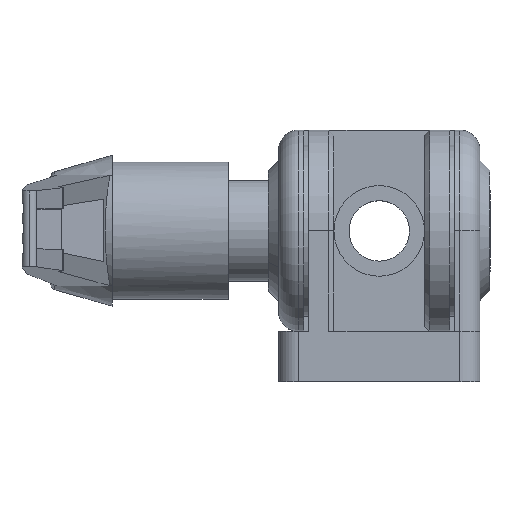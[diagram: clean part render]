
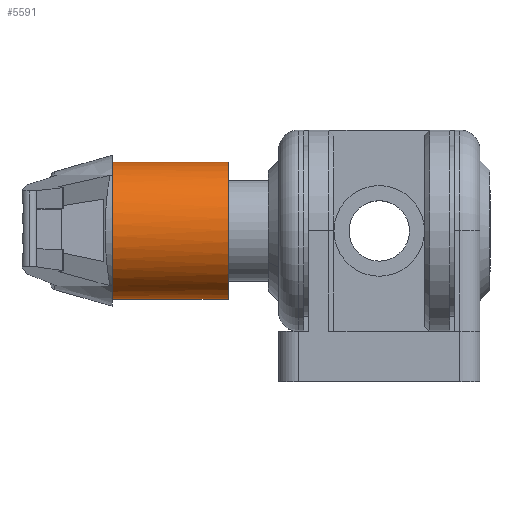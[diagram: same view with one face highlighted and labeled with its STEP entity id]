
A CAD part, top view. The second image highlights one B-rep face of the part: STEP entity #5591.
In plain terms, the highlighted cylindrical face has radius 6.8 mm (diameter 13.6 mm), a partial arc.
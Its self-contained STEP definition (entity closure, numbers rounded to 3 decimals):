
#8 = AXIS2_PLACEMENT_3D ( 'NONE', #4641, #6733, #5223 ) ;
#81 = EDGE_LOOP ( 'NONE', ( #2204, #2806, #3994, #3782, #2581, #2580, #3666, #5661, #1865, #1948 ) ) ;
#331 = VECTOR ( 'NONE', #5744, 1000. ) ;
#427 = VERTEX_POINT ( 'NONE', #3037 ) ;
#497 = VECTOR ( 'NONE', #5786, 1000. ) ;
#569 = DIRECTION ( 'NONE',  ( 0., 1., 0. ) ) ;
#581 = VERTEX_POINT ( 'NONE', #1206 ) ;
#604 = VERTEX_POINT ( 'NONE', #690 ) ;
#644 = VERTEX_POINT ( 'NONE', #2252 ) ;
#690 = CARTESIAN_POINT ( 'NONE',  ( 0., 11.5, -6.8 ) ) ;
#825 = EDGE_CURVE ( 'NONE', #3402, #3750, #3687, .T. ) ;
#1001 = CARTESIAN_POINT ( 'NONE',  ( -3.999, 11.5, -5.5 ) ) ;
#1206 = CARTESIAN_POINT ( 'NONE',  ( -3.999, 11.5, 5.5 ) ) ;
#1316 = EDGE_CURVE ( 'NONE', #3097, #3278, #4148, .T. ) ;
#1319 = CARTESIAN_POINT ( 'NONE',  ( -3.999, 11.5, -5.5 ) ) ;
#1403 = CARTESIAN_POINT ( 'NONE',  ( 0., 11.5, 6.8 ) ) ;
#1518 = LINE ( 'NONE', #3643, #331 ) ;
#1530 = CARTESIAN_POINT ( 'NONE',  ( -3.999, 11.5, 5.5 ) ) ;
#1550 = CIRCLE ( 'NONE', #4317, 6.8 ) ;
#1777 = VECTOR ( 'NONE', #6531, 1000. ) ;
#1865 = ORIENTED_EDGE ( 'NONE', *, *, #4930, .T. ) ;
#1891 = CARTESIAN_POINT ( 'NONE',  ( -3.999, 11.5, -5.5 ) ) ;
#1896 = VECTOR ( 'NONE', #5412, 1000. ) ;
#1948 = ORIENTED_EDGE ( 'NONE', *, *, #3499, .T. ) ;
#2072 =( BOUNDED_CURVE ( )  B_SPLINE_CURVE ( 3, ( #2576, #2511, #4699, #1530 ),
 .UNSPECIFIED., .F., .T. ) 
 B_SPLINE_CURVE_WITH_KNOTS ( ( 4, 4 ),
 ( 4.084, 4.084 ),
 .UNSPECIFIED. ) 
 CURVE ( )  GEOMETRIC_REPRESENTATION_ITEM ( )  RATIONAL_B_SPLINE_CURVE ( ( 1., 1., 1., 1. ) ) 
 REPRESENTATION_ITEM ( '' )  );
#2081 = CIRCLE ( 'NONE', #4098, 6.8 ) ;
#2204 = ORIENTED_EDGE ( 'NONE', *, *, #3405, .F. ) ;
#2252 = CARTESIAN_POINT ( 'NONE',  ( 0., 0., -6.8 ) ) ;
#2352 = CARTESIAN_POINT ( 'NONE',  ( 0., 11.5, 0. ) ) ;
#2511 = CARTESIAN_POINT ( 'NONE',  ( -4., 11.5, 5.499 ) ) ;
#2575 = DIRECTION ( 'NONE',  ( 0., 0., -1. ) ) ;
#2576 = CARTESIAN_POINT ( 'NONE',  ( -4., 11.5, 5.499 ) ) ;
#2580 = ORIENTED_EDGE ( 'NONE', *, *, #6479, .F. ) ;
#2581 = ORIENTED_EDGE ( 'NONE', *, *, #1316, .F. ) ;
#2609 = CARTESIAN_POINT ( 'NONE',  ( 0., 11.5, 0. ) ) ;
#2648 = CARTESIAN_POINT ( 'NONE',  ( -4., 11.5, -5.499 ) ) ;
#2682 = CARTESIAN_POINT ( 'NONE',  ( 0., 0., 6.8 ) ) ;
#2700 = CARTESIAN_POINT ( 'NONE',  ( 0., 11.5, 0. ) ) ;
#2806 = ORIENTED_EDGE ( 'NONE', *, *, #5888, .F. ) ;
#2910 = DIRECTION ( 'NONE',  ( 0., 1., 0. ) ) ;
#2974 = DIRECTION ( 'NONE',  ( 0., 1., 0. ) ) ;
#3011 = CARTESIAN_POINT ( 'NONE',  ( 0., 11.5, 0. ) ) ;
#3037 = CARTESIAN_POINT ( 'NONE',  ( -3.999, 11.5, 5.5 ) ) ;
#3097 = VERTEX_POINT ( 'NONE', #6226 ) ;
#3125 = EDGE_CURVE ( 'NONE', #581, #427, #1518, .T. ) ;
#3186 = CARTESIAN_POINT ( 'NONE',  ( -3.999, 11.5, -5.5 ) ) ;
#3278 = VERTEX_POINT ( 'NONE', #4326 ) ;
#3284 = CARTESIAN_POINT ( 'NONE',  ( 0., 11.5, -6.8 ) ) ;
#3402 = VERTEX_POINT ( 'NONE', #6150 ) ;
#3405 = EDGE_CURVE ( 'NONE', #5377, #4167, #3955, .T. ) ;
#3499 = EDGE_CURVE ( 'NONE', #644, #4167, #6751, .T. ) ;
#3643 = CARTESIAN_POINT ( 'NONE',  ( -3.999, 11.5, 5.5 ) ) ;
#3649 = AXIS2_PLACEMENT_3D ( 'NONE', #2609, #4592, #2575 ) ;
#3666 = ORIENTED_EDGE ( 'NONE', *, *, #825, .F. ) ;
#3687 = LINE ( 'NONE', #1001, #497 ) ;
#3699 = CARTESIAN_POINT ( 'NONE',  ( -4., 11.5, -5.499 ) ) ;
#3750 = VERTEX_POINT ( 'NONE', #1319 ) ;
#3782 = ORIENTED_EDGE ( 'NONE', *, *, #6848, .F. ) ;
#3809 = LINE ( 'NONE', #3284, #1896 ) ;
#3835 = CARTESIAN_POINT ( 'NONE',  ( 0., 11.5, 6.8 ) ) ;
#3955 = LINE ( 'NONE', #1403, #1777 ) ;
#3994 = ORIENTED_EDGE ( 'NONE', *, *, #3125, .T. ) ;
#4098 = AXIS2_PLACEMENT_3D ( 'NONE', #2352, #2910, #5026 ) ;
#4148 = CIRCLE ( 'NONE', #5007, 6.8 ) ;
#4167 = VERTEX_POINT ( 'NONE', #2682 ) ;
#4230 = DIRECTION ( 'NONE',  ( 0., 0., 1. ) ) ;
#4317 = AXIS2_PLACEMENT_3D ( 'NONE', #3011, #2974, #4576 ) ;
#4326 = CARTESIAN_POINT ( 'NONE',  ( -4., 11.5, 5.499 ) ) ;
#4576 = DIRECTION ( 'NONE',  ( 0., 0., 1. ) ) ;
#4592 = DIRECTION ( 'NONE',  ( 0., -1., 0. ) ) ;
#4641 = CARTESIAN_POINT ( 'NONE',  ( 0., 0., 0. ) ) ;
#4699 = CARTESIAN_POINT ( 'NONE',  ( -3.999, 11.5, 5.5 ) ) ;
#4930 = EDGE_CURVE ( 'NONE', #604, #644, #3809, .T. ) ;
#5007 = AXIS2_PLACEMENT_3D ( 'NONE', #2700, #569, #4230 ) ;
#5026 = DIRECTION ( 'NONE',  ( 0., 0., 1. ) ) ;
#5139 =( BOUNDED_CURVE ( )  B_SPLINE_CURVE ( 3, ( #3186, #1891, #2648, #3699 ),
 .UNSPECIFIED., .F., .T. ) 
 B_SPLINE_CURVE_WITH_KNOTS ( ( 4, 4 ),
 ( 2.199, 2.2 ),
 .UNSPECIFIED. ) 
 CURVE ( )  GEOMETRIC_REPRESENTATION_ITEM ( )  RATIONAL_B_SPLINE_CURVE ( ( 1., 1., 1., 1. ) ) 
 REPRESENTATION_ITEM ( '' )  );
#5223 = DIRECTION ( 'NONE',  ( 0., 0., 1. ) ) ;
#5377 = VERTEX_POINT ( 'NONE', #3835 ) ;
#5412 = DIRECTION ( 'NONE',  ( 0., -1., 0. ) ) ;
#5591 = ADVANCED_FACE ( 'NONE', ( #5721 ), #5647, .T. ) ;
#5647 = CYLINDRICAL_SURFACE ( 'NONE', #3649, 6.8 ) ;
#5661 = ORIENTED_EDGE ( 'NONE', *, *, #6486, .F. ) ;
#5721 = FACE_OUTER_BOUND ( 'NONE', #81, .T. ) ;
#5744 = DIRECTION ( 'NONE',  ( 0., -1., 0. ) ) ;
#5786 = DIRECTION ( 'NONE',  ( 0., -1., 0. ) ) ;
#5888 = EDGE_CURVE ( 'NONE', #581, #5377, #2081, .T. ) ;
#6150 = CARTESIAN_POINT ( 'NONE',  ( -3.999, 11.5, -5.5 ) ) ;
#6226 = CARTESIAN_POINT ( 'NONE',  ( -4., 11.5, -5.499 ) ) ;
#6479 = EDGE_CURVE ( 'NONE', #3750, #3097, #5139, .T. ) ;
#6486 = EDGE_CURVE ( 'NONE', #604, #3402, #1550, .T. ) ;
#6531 = DIRECTION ( 'NONE',  ( 0., -1., 0. ) ) ;
#6733 = DIRECTION ( 'NONE',  ( 0., 1., 0. ) ) ;
#6751 = CIRCLE ( 'NONE', #8, 6.8 ) ;
#6848 = EDGE_CURVE ( 'NONE', #3278, #427, #2072, .T. ) ;
